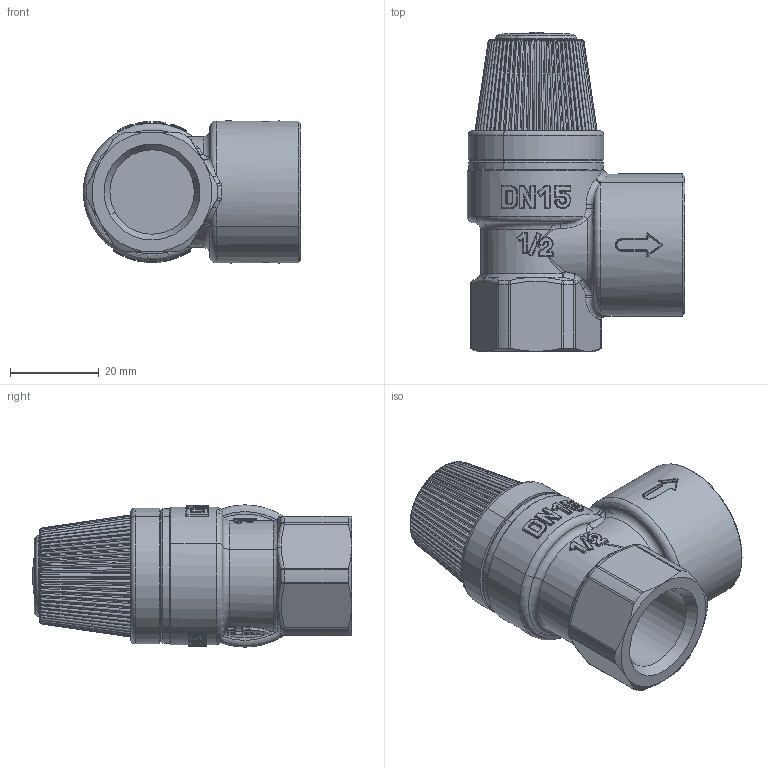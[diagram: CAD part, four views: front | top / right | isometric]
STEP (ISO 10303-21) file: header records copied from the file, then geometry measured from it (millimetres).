
FILE_DESCRIPTION(('CATIA V5 STEP Exchange','CAx-IF Rec.Pracs.--- Model Styling and Organization---1.4--- 2014-01-23','CAx-IF Rec.Pracs.---3D Tessellated Data Validation Properties---0.5---2014-09-14'),'2;1');
FILE_NAME('STEP_531410_-_TST.stp','2020-10-06T11:52:33+00:00',('none'),('none'),'CATIA Version 5-6 Release 2019 SP3','CATIA V5 STEP AP242 v1','none');
FILE_SCHEMA(('AP242_MANAGED_MODEL_BASED_3D_ENGINEERING_MIM_LF {1 0 10303 442 1 1 4}'));
Products named in the file (1): 531480 - TST
Bounding box: 49 x 71.9 x 32 mm (x, y, z)
Volume: 44048.1 mm3; surface area: 15044.6 mm2
Topology: 1 solids, 2 shells, 1432 faces, 3533 edges, 2007 vertices
Faces by surface type: bspline 658, cylinder 313, torus 180, plane 162, sphere 76, cone 43
Entity records: 84823 total; most frequent: CARTESIAN_POINT 58735, ORIENTED_EDGE 6826, EDGE_CURVE 3413, DIRECTION 2532, B_SPLINE_CURVE_WITH_KNOTS 2077, VERTEX_POINT 2005, EDGE_LOOP 1458, ADVANCED_FACE 1432
